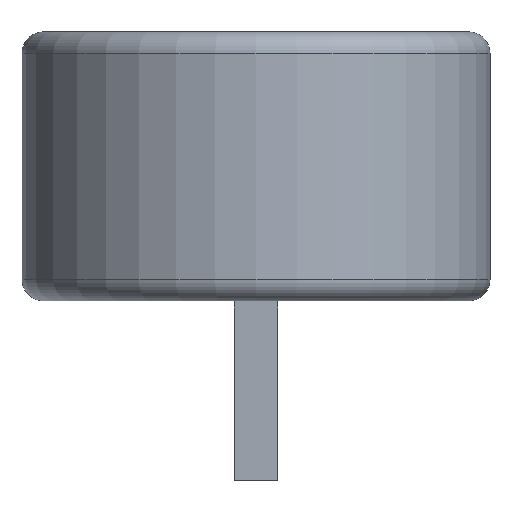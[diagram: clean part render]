
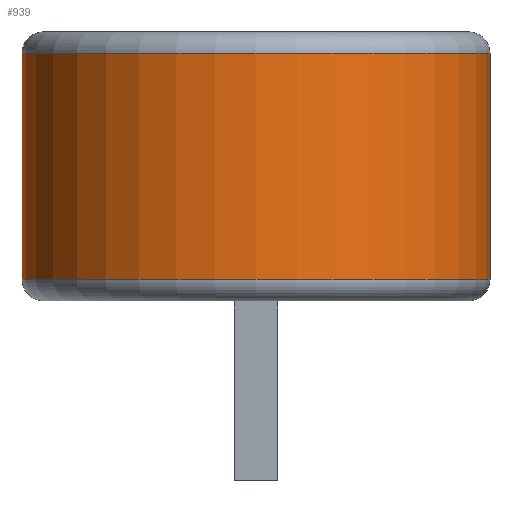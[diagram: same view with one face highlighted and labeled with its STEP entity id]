
A CAD part, front view. The second image highlights one B-rep face of the part: STEP entity #939.
In plain terms, the highlighted cylindrical face has radius 6.525 mm (diameter 13.05 mm), a partial arc.
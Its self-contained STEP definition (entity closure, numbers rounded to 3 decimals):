
#85 = VECTOR ( 'NONE', #1073, 1000. ) ;
#98 = FACE_OUTER_BOUND ( 'NONE', #264, .T. ) ;
#222 = DIRECTION ( 'NONE',  ( 0., 0., 1. ) ) ;
#235 = ORIENTED_EDGE ( 'NONE', *, *, #1205, .F. ) ;
#250 = CARTESIAN_POINT ( 'NONE',  ( 6.525, 0., 0.6 ) ) ;
#264 = EDGE_LOOP ( 'NONE', ( #235, #924, #1331, #1282 ) ) ;
#365 = CIRCLE ( 'NONE', #1142, 6.525 ) ;
#489 = DIRECTION ( 'NONE',  ( -1., 0., 0. ) ) ;
#512 = DIRECTION ( 'NONE',  ( 0., 0., -1. ) ) ;
#524 = CARTESIAN_POINT ( 'NONE',  ( 6.525, 0., -1.082 ) ) ;
#713 = LINE ( 'NONE', #524, #791 ) ;
#748 = EDGE_CURVE ( 'NONE', #1523, #984, #1056, .T. ) ;
#753 = CARTESIAN_POINT ( 'NONE',  ( -6.525, 0., 0.6 ) ) ;
#775 = CARTESIAN_POINT ( 'NONE',  ( 6.525, 0., 6.9 ) ) ;
#791 = VECTOR ( 'NONE', #512, 1000. ) ;
#838 = DIRECTION ( 'NONE',  ( -1., 0., 0. ) ) ;
#899 = EDGE_CURVE ( 'NONE', #1013, #1523, #365, .T. ) ;
#924 = ORIENTED_EDGE ( 'NONE', *, *, #899, .T. ) ;
#937 = CARTESIAN_POINT ( 'NONE',  ( 0., 0., -1.082 ) ) ;
#938 = DIRECTION ( 'NONE',  ( 0., 0., -1. ) ) ;
#939 = ADVANCED_FACE ( 'NONE', ( #98 ), #1043, .T. ) ;
#949 = DIRECTION ( 'NONE',  ( 1., 0., 0. ) ) ;
#953 = CARTESIAN_POINT ( 'NONE',  ( 0., 0., 6.9 ) ) ;
#954 = DIRECTION ( 'NONE',  ( 0., 0., -1. ) ) ;
#984 = VERTEX_POINT ( 'NONE', #753 ) ;
#995 = CARTESIAN_POINT ( 'NONE',  ( -6.525, 0., 6.9 ) ) ;
#1013 = VERTEX_POINT ( 'NONE', #775 ) ;
#1043 = CYLINDRICAL_SURFACE ( 'NONE', #1576, 6.525 ) ;
#1056 = LINE ( 'NONE', #1095, #85 ) ;
#1065 = CIRCLE ( 'NONE', #1679, 6.525 ) ;
#1073 = DIRECTION ( 'NONE',  ( 0., 0., -1. ) ) ;
#1095 = CARTESIAN_POINT ( 'NONE',  ( -6.525, 0., -1.082 ) ) ;
#1142 = AXIS2_PLACEMENT_3D ( 'NONE', #953, #954, #949 ) ;
#1205 = EDGE_CURVE ( 'NONE', #1013, #1705, #713, .T. ) ;
#1282 = ORIENTED_EDGE ( 'NONE', *, *, #1423, .T. ) ;
#1331 = ORIENTED_EDGE ( 'NONE', *, *, #748, .T. ) ;
#1423 = EDGE_CURVE ( 'NONE', #984, #1705, #1065, .T. ) ;
#1461 = CARTESIAN_POINT ( 'NONE',  ( 0., 0., 0.6 ) ) ;
#1523 = VERTEX_POINT ( 'NONE', #995 ) ;
#1576 = AXIS2_PLACEMENT_3D ( 'NONE', #937, #938, #838 ) ;
#1679 = AXIS2_PLACEMENT_3D ( 'NONE', #1461, #222, #489 ) ;
#1705 = VERTEX_POINT ( 'NONE', #250 ) ;
